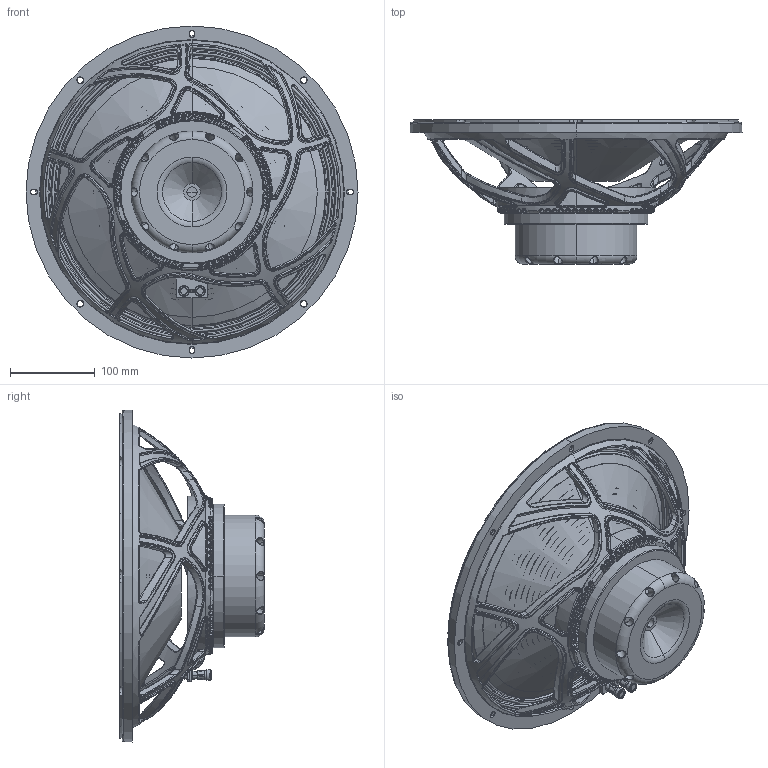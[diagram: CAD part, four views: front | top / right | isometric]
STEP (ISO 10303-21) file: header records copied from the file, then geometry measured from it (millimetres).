
FILE_DESCRIPTION (( 'STEP AP214' ), '1' );
FILE_NAME ('016 3D.STEP', '2023-05-18T08:27:14', ( '' ), ( '' ), 'SwSTEP 2.0', 'SolidWorks 2020', '' );
FILE_SCHEMA (( 'AUTOMOTIVE_DESIGN' ));
Length unit declared in the file: millimetre
Products named in the file (1): 016 3D
Bounding box: 392.06 x 170.4 x 392.06 mm (x, y, z)
Surface area: 577348 mm2 (no closed solid volume)
Topology: 0 solids, 22 shells, 2021 faces, 5980 edges, 3735 vertices
Faces by surface type: bspline 894, torus 532, cone 227, plane 195, cylinder 173
Entity records: 162323 total; most frequent: CARTESIAN_POINT 94246, ORIENTED_EDGE 10079, DIRECTION 8197, EDGE_CURVE 5960, AXIS2_PLACEMENT_3D 3809, VERTEX_POINT 3735, CIRCLE 2681, B_SPLINE_CURVE_WITH_KNOTS 2670
